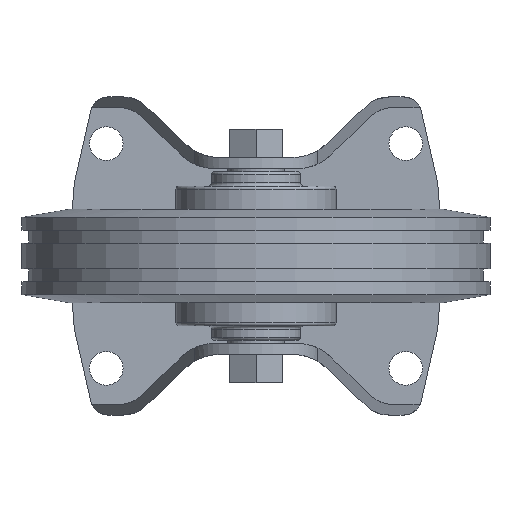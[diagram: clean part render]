
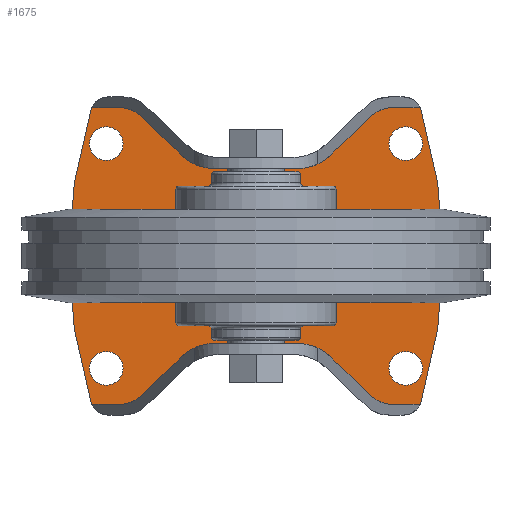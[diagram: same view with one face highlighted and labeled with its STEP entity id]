
A CAD part, front view. The second image highlights one B-rep face of the part: STEP entity #1675.
In plain terms, the highlighted planar face has unit normal (0, -1, 0).
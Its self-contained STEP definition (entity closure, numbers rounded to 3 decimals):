
#126=LINE('',#2675,#246);
#130=LINE('',#2687,#250);
#132=LINE('',#2694,#252);
#137=LINE('',#2715,#257);
#140=LINE('',#2724,#260);
#143=LINE('',#2730,#263);
#147=LINE('',#2742,#267);
#149=LINE('',#2759,#269);
#154=LINE('',#2770,#274);
#157=LINE('',#2779,#277);
#246=VECTOR('',#2114,1000.);
#250=VECTOR('',#2126,1000.);
#252=VECTOR('',#2132,1000.);
#257=VECTOR('',#2145,1000.);
#260=VECTOR('',#2156,1000.);
#263=VECTOR('',#2161,1000.);
#267=VECTOR('',#2173,1000.);
#269=VECTOR('',#2187,1000.);
#274=VECTOR('',#2194,1000.);
#277=VECTOR('',#2205,1000.);
#327=PLANE('',#1852);
#582=ORIENTED_EDGE('',*,*,#965,.T.);
#583=ORIENTED_EDGE('',*,*,#966,.T.);
#584=ORIENTED_EDGE('',*,*,#967,.T.);
#585=ORIENTED_EDGE('',*,*,#968,.T.);
#586=ORIENTED_EDGE('',*,*,#945,.T.);
#587=ORIENTED_EDGE('',*,*,#821,.T.);
#588=ORIENTED_EDGE('',*,*,#944,.F.);
#589=ORIENTED_EDGE('',*,*,#942,.F.);
#590=ORIENTED_EDGE('',*,*,#939,.F.);
#591=ORIENTED_EDGE('',*,*,#964,.T.);
#592=ORIENTED_EDGE('',*,*,#934,.F.);
#593=ORIENTED_EDGE('',*,*,#929,.T.);
#594=ORIENTED_EDGE('',*,*,#927,.F.);
#595=ORIENTED_EDGE('',*,*,#924,.F.);
#596=ORIENTED_EDGE('',*,*,#921,.F.);
#597=ORIENTED_EDGE('',*,*,#841,.T.);
#598=ORIENTED_EDGE('',*,*,#950,.T.);
#599=ORIENTED_EDGE('',*,*,#833,.T.);
#600=ORIENTED_EDGE('',*,*,#918,.F.);
#601=ORIENTED_EDGE('',*,*,#916,.F.);
#602=ORIENTED_EDGE('',*,*,#913,.F.);
#603=ORIENTED_EDGE('',*,*,#909,.T.);
#604=ORIENTED_EDGE('',*,*,#905,.F.);
#605=ORIENTED_EDGE('',*,*,#961,.T.);
#606=ORIENTED_EDGE('',*,*,#902,.F.);
#607=ORIENTED_EDGE('',*,*,#899,.F.);
#608=ORIENTED_EDGE('',*,*,#896,.F.);
#609=ORIENTED_EDGE('',*,*,#829,.T.);
#821=EDGE_CURVE('',#1048,#1047,#1201,.F.);
#829=EDGE_CURVE('',#1050,#1055,#1204,.F.);
#833=EDGE_CURVE('',#1060,#1059,#1205,.F.);
#841=EDGE_CURVE('',#1062,#1067,#1208,.F.);
#896=EDGE_CURVE('',#1050,#1104,#126,.T.);
#899=EDGE_CURVE('',#1104,#1106,#1216,.T.);
#902=EDGE_CURVE('',#1106,#1108,#130,.T.);
#905=EDGE_CURVE('',#1112,#1113,#132,.T.);
#909=EDGE_CURVE('',#1116,#1113,#1218,.T.);
#913=EDGE_CURVE('',#1116,#1117,#137,.T.);
#916=EDGE_CURVE('',#1117,#1119,#1219,.T.);
#918=EDGE_CURVE('',#1119,#1059,#140,.T.);
#921=EDGE_CURVE('',#1062,#1121,#143,.T.);
#924=EDGE_CURVE('',#1121,#1123,#1220,.T.);
#927=EDGE_CURVE('',#1123,#1125,#147,.T.);
#929=EDGE_CURVE('',#1128,#1125,#1221,.T.);
#934=EDGE_CURVE('',#1128,#1132,#149,.T.);
#939=EDGE_CURVE('',#1136,#1133,#154,.T.);
#942=EDGE_CURVE('',#1133,#1137,#1224,.T.);
#944=EDGE_CURVE('',#1137,#1047,#157,.T.);
#945=EDGE_CURVE('',#1055,#1048,#1225,.F.);
#950=EDGE_CURVE('',#1067,#1060,#1228,.F.);
#961=EDGE_CURVE('',#1112,#1108,#1235,.T.);
#964=EDGE_CURVE('',#1136,#1132,#1236,.T.);
#965=EDGE_CURVE('',#1147,#1147,#1237,.T.);
#966=EDGE_CURVE('',#1148,#1148,#1238,.T.);
#967=EDGE_CURVE('',#1149,#1149,#1239,.T.);
#968=EDGE_CURVE('',#1150,#1150,#1240,.T.);
#1047=VERTEX_POINT('',#2514);
#1048=VERTEX_POINT('',#2516);
#1050=VERTEX_POINT('',#2522);
#1055=VERTEX_POINT('',#2531);
#1059=VERTEX_POINT('',#2540);
#1060=VERTEX_POINT('',#2542);
#1062=VERTEX_POINT('',#2548);
#1067=VERTEX_POINT('',#2557);
#1104=VERTEX_POINT('',#2672);
#1106=VERTEX_POINT('',#2678);
#1108=VERTEX_POINT('',#2684);
#1112=VERTEX_POINT('',#2693);
#1113=VERTEX_POINT('',#2695);
#1116=VERTEX_POINT('',#2708);
#1117=VERTEX_POINT('',#2712);
#1119=VERTEX_POINT('',#2718);
#1121=VERTEX_POINT('',#2727);
#1123=VERTEX_POINT('',#2733);
#1125=VERTEX_POINT('',#2739);
#1128=VERTEX_POINT('',#2747);
#1132=VERTEX_POINT('',#2760);
#1133=VERTEX_POINT('',#2764);
#1136=VERTEX_POINT('',#2769);
#1137=VERTEX_POINT('',#2773);
#1147=VERTEX_POINT('',#2833);
#1148=VERTEX_POINT('',#2835);
#1149=VERTEX_POINT('',#2837);
#1150=VERTEX_POINT('',#2839);
#1201=CIRCLE('',#1756,5.);
#1204=CIRCLE('',#1761,5.);
#1205=CIRCLE('',#1764,5.);
#1208=CIRCLE('',#1769,5.);
#1216=CIRCLE('',#1801,9.);
#1218=CIRCLE('',#1807,13.);
#1219=CIRCLE('',#1811,9.);
#1220=CIRCLE('',#1816,9.);
#1221=CIRCLE('',#1820,13.);
#1224=CIRCLE('',#1827,9.);
#1225=CIRCLE('',#1830,131.623);
#1228=CIRCLE('',#1836,131.623);
#1235=CIRCLE('',#1848,13.);
#1236=CIRCLE('',#1851,13.);
#1237=CIRCLE('',#1853,4.5);
#1238=CIRCLE('',#1854,4.5);
#1239=CIRCLE('',#1855,4.5);
#1240=CIRCLE('',#1856,4.5);
#1329=EDGE_LOOP('',(#582));
#1330=EDGE_LOOP('',(#583));
#1331=EDGE_LOOP('',(#584));
#1332=EDGE_LOOP('',(#585));
#1333=EDGE_LOOP('',(#586,#587,#588,#589,#590,#591,#592,#593,#594,#595,#596,
#597,#598,#599,#600,#601,#602,#603,#604,#605,#606,#607,#608,#609));
#1487=FACE_BOUND('',#1329,.T.);
#1488=FACE_BOUND('',#1330,.T.);
#1489=FACE_BOUND('',#1331,.T.);
#1490=FACE_BOUND('',#1332,.T.);
#1491=FACE_BOUND('',#1333,.T.);
#1675=ADVANCED_FACE('',(#1487,#1488,#1489,#1490,#1491),#327,.F.);
#1756=AXIS2_PLACEMENT_3D('',#2515,#1979,#1980);
#1761=AXIS2_PLACEMENT_3D('',#2532,#1993,#1994);
#1764=AXIS2_PLACEMENT_3D('',#2541,#2001,#2002);
#1769=AXIS2_PLACEMENT_3D('',#2558,#2015,#2016);
#1801=AXIS2_PLACEMENT_3D('',#2681,#2120,#2121);
#1807=AXIS2_PLACEMENT_3D('',#2707,#2138,#2139);
#1811=AXIS2_PLACEMENT_3D('',#2721,#2151,#2152);
#1816=AXIS2_PLACEMENT_3D('',#2736,#2167,#2168);
#1820=AXIS2_PLACEMENT_3D('',#2746,#2178,#2179);
#1827=AXIS2_PLACEMENT_3D('',#2776,#2200,#2201);
#1830=AXIS2_PLACEMENT_3D('',#2781,#2208,#2209);
#1836=AXIS2_PLACEMENT_3D('',#2794,#2220,#2221);
#1848=AXIS2_PLACEMENT_3D('',#2820,#2244,#2245);
#1851=AXIS2_PLACEMENT_3D('',#2830,#2250,#2251);
#1852=AXIS2_PLACEMENT_3D('',#2831,#2252,#2253);
#1853=AXIS2_PLACEMENT_3D('',#2832,#2254,#2255);
#1854=AXIS2_PLACEMENT_3D('',#2834,#2256,#2257);
#1855=AXIS2_PLACEMENT_3D('',#2836,#2258,#2259);
#1856=AXIS2_PLACEMENT_3D('',#2838,#2260,#2261);
#1979=DIRECTION('',(0.,1.,0.));
#1980=DIRECTION('',(0.,0.,1.));
#1993=DIRECTION('',(0.,1.,0.));
#1994=DIRECTION('',(0.,0.,1.));
#2001=DIRECTION('',(0.,1.,0.));
#2002=DIRECTION('',(0.,0.,1.));
#2015=DIRECTION('',(0.,1.,0.));
#2016=DIRECTION('',(0.,0.,1.));
#2114=DIRECTION('',(1.,0.,0.));
#2120=DIRECTION('',(0.,1.,0.));
#2121=DIRECTION('',(1.,0.,0.));
#2126=DIRECTION('',(0.724,0.,-0.69));
#2132=DIRECTION('',(1.,0.,0.));
#2138=DIRECTION('',(0.,1.,0.));
#2139=DIRECTION('',(1.,0.,0.));
#2145=DIRECTION('',(0.724,0.,0.69));
#2151=DIRECTION('',(0.,1.,0.));
#2152=DIRECTION('',(1.,0.,0.));
#2156=DIRECTION('',(1.,0.,0.));
#2161=DIRECTION('',(-1.,0.,0.));
#2167=DIRECTION('',(0.,1.,0.));
#2168=DIRECTION('',(1.,0.,0.));
#2173=DIRECTION('',(-0.724,0.,0.69));
#2178=DIRECTION('',(0.,1.,0.));
#2179=DIRECTION('',(1.,0.,0.));
#2187=DIRECTION('',(-1.,0.,0.));
#2194=DIRECTION('',(-0.724,0.,-0.69));
#2200=DIRECTION('',(0.,1.,0.));
#2201=DIRECTION('',(1.,0.,0.));
#2205=DIRECTION('',(-1.,0.,0.));
#2208=DIRECTION('',(0.,1.,0.));
#2209=DIRECTION('',(0.,0.,1.));
#2220=DIRECTION('',(0.,1.,0.));
#2221=DIRECTION('',(0.,0.,1.));
#2244=DIRECTION('',(0.,1.,0.));
#2245=DIRECTION('',(1.,0.,0.));
#2250=DIRECTION('',(0.,1.,0.));
#2251=DIRECTION('',(1.,0.,0.));
#2252=DIRECTION('',(0.,1.,0.));
#2253=DIRECTION('',(0.,0.,1.));
#2254=DIRECTION('',(0.,1.,0.));
#2255=DIRECTION('',(0.,0.,1.));
#2256=DIRECTION('',(0.,1.,0.));
#2257=DIRECTION('',(0.,0.,1.));
#2258=DIRECTION('',(0.,1.,0.));
#2259=DIRECTION('',(0.,0.,1.));
#2260=DIRECTION('',(0.,1.,0.));
#2261=DIRECTION('',(0.,0.,1.));
#2514=CARTESIAN_POINT('',(-43.851,84.613,-39.613));
#2515=CARTESIAN_POINT('',(-39.32,84.613,-37.5));
#2516=CARTESIAN_POINT('',(-44.095,84.613,-38.981));
#2522=CARTESIAN_POINT('',(-43.851,84.613,39.613));
#2531=CARTESIAN_POINT('',(-44.095,84.613,38.981));
#2532=CARTESIAN_POINT('',(-39.32,84.613,37.5));
#2540=CARTESIAN_POINT('',(43.851,84.613,39.613));
#2541=CARTESIAN_POINT('',(39.32,84.613,37.5));
#2542=CARTESIAN_POINT('',(44.095,84.613,38.981));
#2548=CARTESIAN_POINT('',(43.851,84.613,-39.613));
#2557=CARTESIAN_POINT('',(44.095,84.613,-38.981));
#2558=CARTESIAN_POINT('',(39.32,84.613,-37.5));
#2672=CARTESIAN_POINT('',(-35.6,84.613,39.613));
#2675=CARTESIAN_POINT('',(-66.667,84.613,39.613));
#2678=CARTESIAN_POINT('',(-31.385,84.613,37.926));
#2681=CARTESIAN_POINT('',(-36.727,84.613,30.683));
#2684=CARTESIAN_POINT('',(-20.757,84.613,27.803));
#2687=CARTESIAN_POINT('',(-31.385,84.613,37.926));
#2693=CARTESIAN_POINT('',(-9.8,84.613,23.42));
#2694=CARTESIAN_POINT('',(-9.8,84.613,23.42));
#2695=CARTESIAN_POINT('',(9.8,84.613,23.42));
#2707=CARTESIAN_POINT('',(10.976,84.613,36.367));
#2708=CARTESIAN_POINT('',(20.757,84.613,27.803));
#2712=CARTESIAN_POINT('',(31.385,84.613,37.926));
#2715=CARTESIAN_POINT('',(20.757,84.613,27.803));
#2718=CARTESIAN_POINT('',(35.6,84.613,39.613));
#2721=CARTESIAN_POINT('',(36.727,84.613,30.683));
#2724=CARTESIAN_POINT('',(35.6,84.613,39.613));
#2727=CARTESIAN_POINT('',(35.6,84.613,-39.613));
#2730=CARTESIAN_POINT('',(66.667,84.613,-39.613));
#2733=CARTESIAN_POINT('',(31.385,84.613,-37.926));
#2736=CARTESIAN_POINT('',(36.727,84.613,-30.683));
#2739=CARTESIAN_POINT('',(20.757,84.613,-27.803));
#2742=CARTESIAN_POINT('',(31.385,84.613,-37.926));
#2746=CARTESIAN_POINT('',(10.976,84.613,-36.367));
#2747=CARTESIAN_POINT('',(9.8,84.613,-23.42));
#2759=CARTESIAN_POINT('',(9.8,84.613,-23.42));
#2760=CARTESIAN_POINT('',(-9.8,84.613,-23.42));
#2764=CARTESIAN_POINT('',(-31.385,84.613,-37.926));
#2769=CARTESIAN_POINT('',(-20.757,84.613,-27.803));
#2770=CARTESIAN_POINT('',(-20.757,84.613,-27.803));
#2773=CARTESIAN_POINT('',(-35.6,84.613,-39.613));
#2776=CARTESIAN_POINT('',(-36.727,84.613,-30.683));
#2779=CARTESIAN_POINT('',(-35.6,84.613,-39.613));
#2781=CARTESIAN_POINT('',(81.623,84.613,0.));
#2794=CARTESIAN_POINT('',(-81.623,84.613,0.));
#2820=CARTESIAN_POINT('',(-10.976,84.613,36.367));
#2830=CARTESIAN_POINT('',(-10.976,84.613,-36.367));
#2831=CARTESIAN_POINT('',(-36.727,84.613,30.683));
#2832=CARTESIAN_POINT('',(-40.,84.613,30.));
#2833=CARTESIAN_POINT('',(-40.,84.613,34.5));
#2834=CARTESIAN_POINT('',(-40.,84.613,-30.));
#2835=CARTESIAN_POINT('',(-40.,84.613,-25.5));
#2836=CARTESIAN_POINT('',(40.,84.613,30.));
#2837=CARTESIAN_POINT('',(40.,84.613,34.5));
#2838=CARTESIAN_POINT('',(40.,84.613,-30.));
#2839=CARTESIAN_POINT('',(40.,84.613,-25.5));
